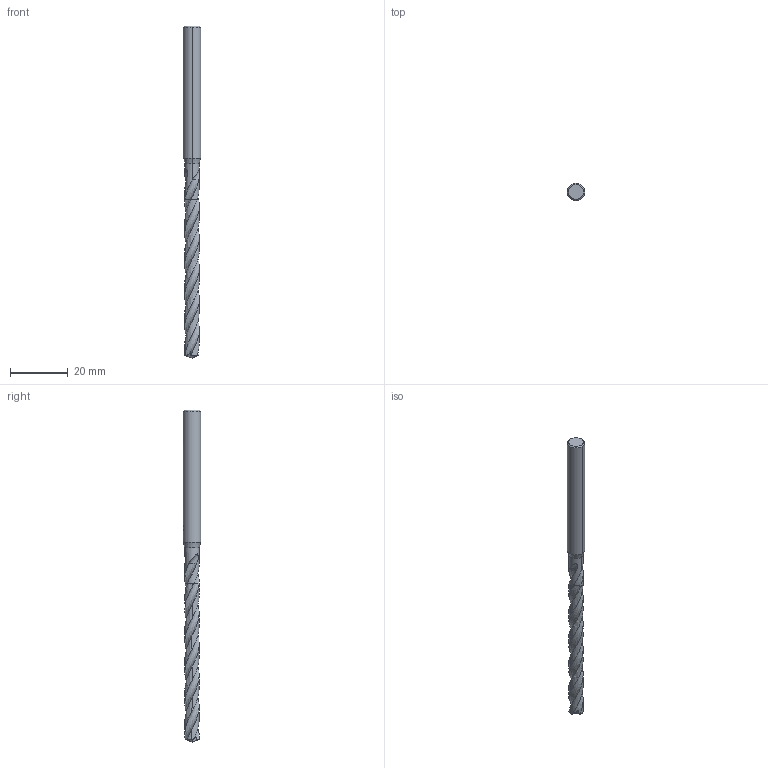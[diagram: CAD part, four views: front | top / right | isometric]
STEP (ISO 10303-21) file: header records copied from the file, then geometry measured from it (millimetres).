
FILE_DESCRIPTION(('no description'),'unknown implementation level');
FILE_NAME('solidHbqNg6g2CN3JvP_atRIwA7_jN9c_1.STP',' ',('CIM GmbH Aachen'),('CADClick - KiM GmbH - www.kimweb.de'),'unknown preprocess','ACIS','unknown authorization');
FILE_SCHEMA(('automotive_design'));
Length unit declared in the file: millimetre
Products named in the file (2): 1; 2
Bounding box: 6 x 6 x 115 mm (x, y, z)
Volume: 2180.4 mm3; surface area: 2109.5 mm2
Topology: 2 solids, 2 shells, 74 faces, 203 edges, 127 vertices
Faces by surface type: cone 28, plane 23, cylinder 14, bspline 6, revolution 3
Entity records: 15081 total; most frequent: CARTESIAN_POINT 11155, STYLED_ITEM 400, PRESENTATION_STYLE_ASSIGNMENT 400, COLOUR_RGB 400, ORIENTED_EDGE 394, DIRECTION 284, EDGE_CURVE 197, CURVE_STYLE 197
